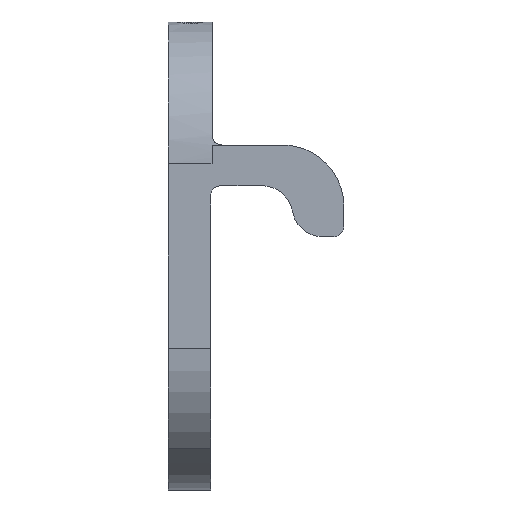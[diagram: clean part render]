
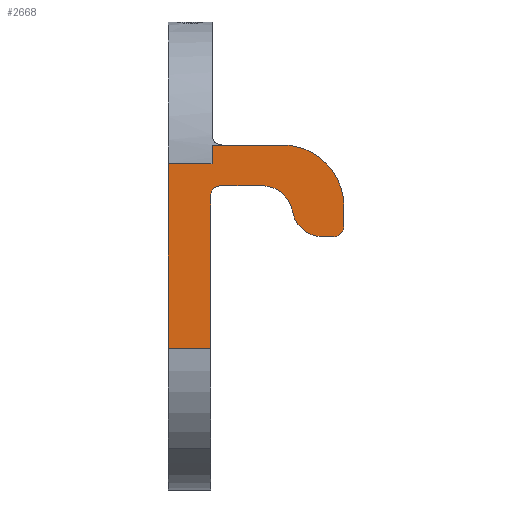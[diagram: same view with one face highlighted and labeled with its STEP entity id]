
A CAD part, left-side view. The second image highlights one B-rep face of the part: STEP entity #2668.
In plain terms, the highlighted planar face has unit normal (-1, 0, 0).
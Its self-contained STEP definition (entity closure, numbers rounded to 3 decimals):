
#200=CARTESIAN_POINT('Vertex',(-107.671,28.359,61.951)) ;
#203=CARTESIAN_POINT('Line Origine',(-107.671,0.995,61.951)) ;
#207=CARTESIAN_POINT('Vertex',(-107.671,6.859,61.951)) ;
#959=CARTESIAN_POINT('Vertex',(-107.671,-52.818,26.071)) ;
#962=CARTESIAN_POINT('Line Origine',(-107.671,-50.108,26.071)) ;
#966=CARTESIAN_POINT('Vertex',(-107.671,-47.398,26.071)) ;
#991=CARTESIAN_POINT('Vertex',(-107.671,-57.818,41.071)) ;
#994=CARTESIAN_POINT('Line Origine',(-107.671,-57.818,36.071)) ;
#998=CARTESIAN_POINT('Vertex',(-107.671,-57.818,31.071)) ;
#1596=CARTESIAN_POINT('Vertex',(-107.671,7.546,-28.723)) ;
#1599=CARTESIAN_POINT('Line Origine',(-107.671,6.52,-28.723)) ;
#1603=CARTESIAN_POINT('Vertex',(-107.671,28.359,-28.723)) ;
#2131=CARTESIAN_POINT('Vertex',(-107.671,-49.031,62.284)) ;
#2138=CARTESIAN_POINT('Vertex',(-107.671,-27.818,71.071)) ;
#2141=CARTESIAN_POINT('Axis2P3D Location',(-107.671,-27.818,41.071)) ;
#2159=CARTESIAN_POINT('Axis2P3D Location',(-107.671,-27.818,41.071)) ;
#2181=CARTESIAN_POINT('Vertex',(-107.671,-56.354,27.535)) ;
#2184=CARTESIAN_POINT('Axis2P3D Location',(-107.671,-52.818,31.071)) ;
#2202=CARTESIAN_POINT('Axis2P3D Location',(-107.671,-52.818,31.071)) ;
#2220=CARTESIAN_POINT('Axis2P3D Location',(-107.671,-47.398,41.071)) ;
#2224=CARTESIAN_POINT('Vertex',(-107.671,-32.608,38.571)) ;
#2245=CARTESIAN_POINT('Axis2P3D Location',(-107.671,-17.818,36.071)) ;
#2249=CARTESIAN_POINT('Vertex',(-107.671,-28.425,46.677)) ;
#2270=CARTESIAN_POINT('Axis2P3D Location',(-107.671,-17.818,36.071)) ;
#2274=CARTESIAN_POINT('Vertex',(-107.671,-17.818,51.071)) ;
#2299=CARTESIAN_POINT('Vertex',(-107.671,2.546,51.071)) ;
#2302=CARTESIAN_POINT('Line Origine',(-107.671,-7.636,51.071)) ;
#2320=CARTESIAN_POINT('Axis2P3D Location',(-107.671,2.546,46.071)) ;
#2324=CARTESIAN_POINT('Vertex',(-107.671,6.082,49.606)) ;
#2345=CARTESIAN_POINT('Axis2P3D Location',(-107.671,2.546,46.071)) ;
#2349=CARTESIAN_POINT('Vertex',(-107.671,7.546,46.071)) ;
#2381=CARTESIAN_POINT('Line Origine',(-107.671,7.546,8.674)) ;
#2603=CARTESIAN_POINT('Vertex',(-107.671,6.859,71.071)) ;
#2606=CARTESIAN_POINT('Line Origine',(-107.671,-10.48,71.071)) ;
#2626=CARTESIAN_POINT('Line Origine',(-107.671,6.859,66.511)) ;
#2638=CARTESIAN_POINT('Axis2P3D Location',(-107.671,0.995,-8.049)) ;
#2643=CARTESIAN_POINT('Line Origine',(-107.671,28.359,16.614)) ;
#205=VECTOR('Line Direction',#204,1.) ;
#964=VECTOR('Line Direction',#963,1.) ;
#996=VECTOR('Line Direction',#995,1.) ;
#1601=VECTOR('Line Direction',#1600,1.) ;
#2304=VECTOR('Line Direction',#2303,1.) ;
#2383=VECTOR('Line Direction',#2382,1.) ;
#2608=VECTOR('Line Direction',#2607,1.) ;
#2628=VECTOR('Line Direction',#2627,1.) ;
#2645=VECTOR('Line Direction',#2644,1.) ;
#204=DIRECTION('Vector Direction',(0.,1.,0.)) ;
#963=DIRECTION('Vector Direction',(0.,-1.,0.)) ;
#995=DIRECTION('Vector Direction',(0.,0.,1.)) ;
#1600=DIRECTION('Vector Direction',(0.,-1.,0.)) ;
#2142=DIRECTION('Axis2P3D Direction',(-1.,0.,0.)) ;
#2160=DIRECTION('Axis2P3D Direction',(-1.,0.,0.)) ;
#2185=DIRECTION('Axis2P3D Direction',(1.,0.,0.)) ;
#2203=DIRECTION('Axis2P3D Direction',(1.,0.,0.)) ;
#2221=DIRECTION('Axis2P3D Direction',(1.,0.,-0.)) ;
#2246=DIRECTION('Axis2P3D Direction',(-1.,0.,0.)) ;
#2271=DIRECTION('Axis2P3D Direction',(-1.,0.,0.)) ;
#2303=DIRECTION('Vector Direction',(0.,-1.,0.)) ;
#2321=DIRECTION('Axis2P3D Direction',(1.,0.,-0.)) ;
#2346=DIRECTION('Axis2P3D Direction',(1.,0.,-0.)) ;
#2382=DIRECTION('Vector Direction',(0.,0.,-1.)) ;
#2607=DIRECTION('Vector Direction',(0.,1.,0.)) ;
#2627=DIRECTION('Vector Direction',(0.,0.,1.)) ;
#2639=DIRECTION('Axis2P3D Direction',(-1.,0.,0.)) ;
#2640=DIRECTION('Axis2P3D XDirection',(0.,0.,1.)) ;
#2644=DIRECTION('Vector Direction',(0.,0.,-1.)) ;
#2143=AXIS2_PLACEMENT_3D('Circle Axis2P3D',#2141,#2142,$) ;
#2161=AXIS2_PLACEMENT_3D('Circle Axis2P3D',#2159,#2160,$) ;
#2186=AXIS2_PLACEMENT_3D('Circle Axis2P3D',#2184,#2185,$) ;
#2204=AXIS2_PLACEMENT_3D('Circle Axis2P3D',#2202,#2203,$) ;
#2222=AXIS2_PLACEMENT_3D('Circle Axis2P3D',#2220,#2221,$) ;
#2247=AXIS2_PLACEMENT_3D('Circle Axis2P3D',#2245,#2246,$) ;
#2272=AXIS2_PLACEMENT_3D('Circle Axis2P3D',#2270,#2271,$) ;
#2322=AXIS2_PLACEMENT_3D('Circle Axis2P3D',#2320,#2321,$) ;
#2347=AXIS2_PLACEMENT_3D('Circle Axis2P3D',#2345,#2346,$) ;
#2641=AXIS2_PLACEMENT_3D('Plane Axis2P3D',#2638,#2639,#2640) ;
#206=LINE('Line',#203,#205) ;
#965=LINE('Line',#962,#964) ;
#997=LINE('Line',#994,#996) ;
#1602=LINE('Line',#1599,#1601) ;
#2305=LINE('Line',#2302,#2304) ;
#2384=LINE('Line',#2381,#2383) ;
#2609=LINE('Line',#2606,#2608) ;
#2629=LINE('Line',#2626,#2628) ;
#2646=LINE('Line',#2643,#2645) ;
#2144=CIRCLE('generated circle',#2143,30.) ;
#2162=CIRCLE('generated circle',#2161,30.) ;
#2187=CIRCLE('generated circle',#2186,5.) ;
#2205=CIRCLE('generated circle',#2204,5.) ;
#2223=CIRCLE('generated circle',#2222,15.) ;
#2248=CIRCLE('generated circle',#2247,15.) ;
#2273=CIRCLE('generated circle',#2272,15.) ;
#2323=CIRCLE('generated circle',#2322,5.) ;
#2348=CIRCLE('generated circle',#2347,5.) ;
#2642=PLANE('',#2641) ;
#209=EDGE_CURVE('',#208,#201,#206,.T.) ;
#968=EDGE_CURVE('',#960,#967,#965,.F.) ;
#1000=EDGE_CURVE('',#992,#999,#997,.F.) ;
#1605=EDGE_CURVE('',#1597,#1604,#1602,.F.) ;
#2145=EDGE_CURVE('',#2139,#2132,#2144,.F.) ;
#2163=EDGE_CURVE('',#2132,#992,#2162,.F.) ;
#2188=EDGE_CURVE('',#999,#2182,#2187,.T.) ;
#2206=EDGE_CURVE('',#2182,#960,#2205,.T.) ;
#2226=EDGE_CURVE('',#967,#2225,#2223,.T.) ;
#2251=EDGE_CURVE('',#2225,#2250,#2248,.T.) ;
#2276=EDGE_CURVE('',#2250,#2275,#2273,.T.) ;
#2306=EDGE_CURVE('',#2300,#2275,#2305,.T.) ;
#2326=EDGE_CURVE('',#2300,#2325,#2323,.F.) ;
#2351=EDGE_CURVE('',#2325,#2350,#2348,.F.) ;
#2385=EDGE_CURVE('',#1597,#2350,#2384,.F.) ;
#2610=EDGE_CURVE('',#2139,#2604,#2609,.T.) ;
#2630=EDGE_CURVE('',#2604,#208,#2629,.F.) ;
#2647=EDGE_CURVE('',#1604,#201,#2646,.F.) ;
#2648=EDGE_LOOP('',(#2649,#2650,#2651,#2652,#2653,#2654,#2655,#2656,#2657,#2658,#2659,#2660,#2661,#2662,#2663,#2664,#2665,#2666)) ;
#2649=ORIENTED_EDGE('',*,*,#1605,.F.) ;
#2650=ORIENTED_EDGE('',*,*,#2385,.T.) ;
#2651=ORIENTED_EDGE('',*,*,#2351,.F.) ;
#2652=ORIENTED_EDGE('',*,*,#2326,.F.) ;
#2653=ORIENTED_EDGE('',*,*,#2306,.T.) ;
#2654=ORIENTED_EDGE('',*,*,#2276,.F.) ;
#2655=ORIENTED_EDGE('',*,*,#2251,.F.) ;
#2656=ORIENTED_EDGE('',*,*,#2226,.F.) ;
#2657=ORIENTED_EDGE('',*,*,#968,.F.) ;
#2658=ORIENTED_EDGE('',*,*,#2206,.F.) ;
#2659=ORIENTED_EDGE('',*,*,#2188,.F.) ;
#2660=ORIENTED_EDGE('',*,*,#1000,.F.) ;
#2661=ORIENTED_EDGE('',*,*,#2163,.F.) ;
#2662=ORIENTED_EDGE('',*,*,#2145,.F.) ;
#2663=ORIENTED_EDGE('',*,*,#2610,.T.) ;
#2664=ORIENTED_EDGE('',*,*,#2630,.T.) ;
#2665=ORIENTED_EDGE('',*,*,#209,.T.) ;
#2666=ORIENTED_EDGE('',*,*,#2647,.F.) ;
#201=VERTEX_POINT('',#200) ;
#208=VERTEX_POINT('',#207) ;
#960=VERTEX_POINT('',#959) ;
#967=VERTEX_POINT('',#966) ;
#992=VERTEX_POINT('',#991) ;
#999=VERTEX_POINT('',#998) ;
#1597=VERTEX_POINT('',#1596) ;
#1604=VERTEX_POINT('',#1603) ;
#2132=VERTEX_POINT('',#2131) ;
#2139=VERTEX_POINT('',#2138) ;
#2182=VERTEX_POINT('',#2181) ;
#2225=VERTEX_POINT('',#2224) ;
#2250=VERTEX_POINT('',#2249) ;
#2275=VERTEX_POINT('',#2274) ;
#2300=VERTEX_POINT('',#2299) ;
#2325=VERTEX_POINT('',#2324) ;
#2350=VERTEX_POINT('',#2349) ;
#2604=VERTEX_POINT('',#2603) ;
#2668=ADVANCED_FACE('Body1',(#2667),#2642,.T.) ;
#2667=FACE_OUTER_BOUND('',#2648,.T.) ;
